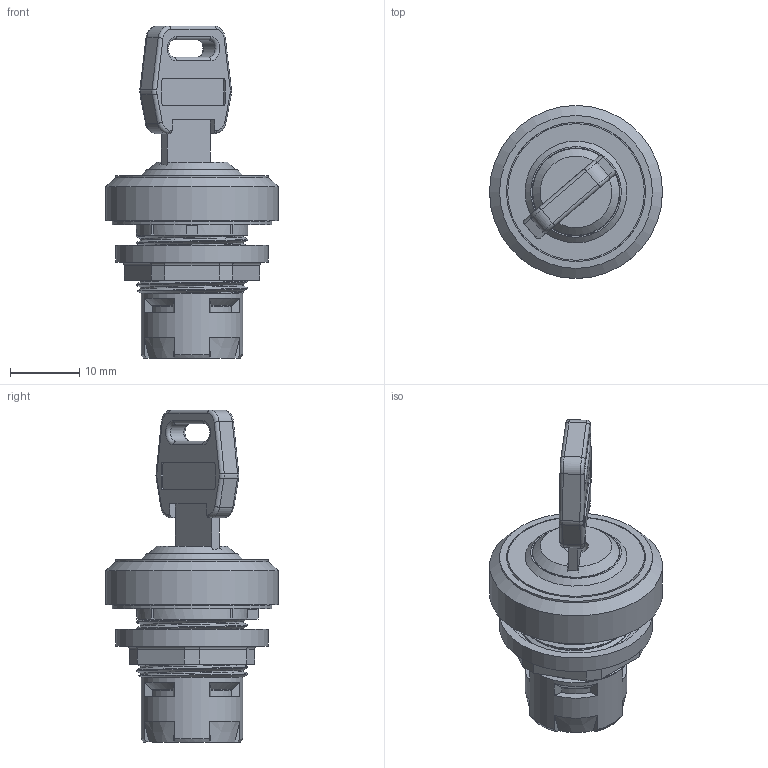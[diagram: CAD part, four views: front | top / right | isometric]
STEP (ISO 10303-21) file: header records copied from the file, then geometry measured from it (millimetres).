
FILE_DESCRIPTION(/* description */ (''),/* implementation_level */ '2;1');
FILE_NAME(/* name */ 'RKSSA18_ipt.stp',/* time_stamp */ '2015-02-27T07:32:11+01:00',/* author */ ('thagel'),/* organization */ (''),/* preprocessor_version */ 'ST-DEVELOPER v15.2',/* originating_system */ 'Autodesk Inventor 2014',/* authorisation */ '');
FILE_SCHEMA (('AUTOMOTIVE_DESIGN { 1 0 10303 214 3 1 1 }'));
Length unit declared in the file: centimetre
Products named in the file (1): 3D-Zeichnungen vereinfacht für Kunden
Bounding box: 24.9 x 24.9 x 47.78 mm (x, y, z)
Volume: 7967.6 mm3; surface area: 5376.1 mm2
Topology: 1 solids, 3 shells, 279 faces, 719 edges, 456 vertices
Faces by surface type: plane 133, cylinder 84, cone 31, torus 24, bspline 5, sphere 2
Full cylindrical faces by diameter (mm): 11.9 x1, 12 x3, 12.05 x2, 12.65 x1, 14.65 x1, 16 x4, 16.15 x1, 16.5 x1, 19.5 x1, 19.67 x1, 20.03 x1, 22 x2, 22.598 x1, 23 x1, 23.04 x1, 24.9 x1
Entity records: 10589 total; most frequent: CARTESIAN_POINT 3819, DIRECTION 1361, ORIENTED_EDGE 1316, EDGE_CURVE 658, AXIS2_PLACEMENT_3D 523, VERTEX_POINT 432, EDGE_LOOP 342, LINE 315
